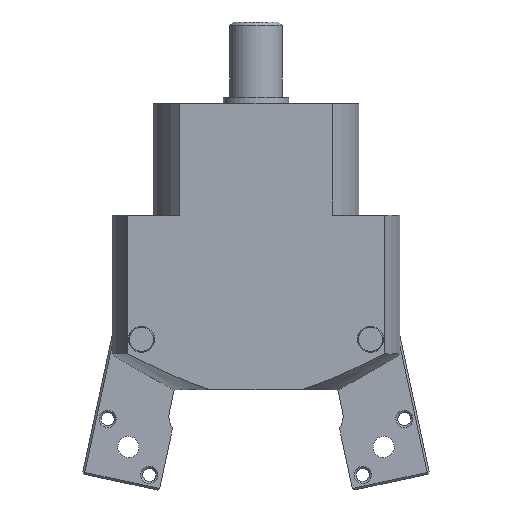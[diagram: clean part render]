
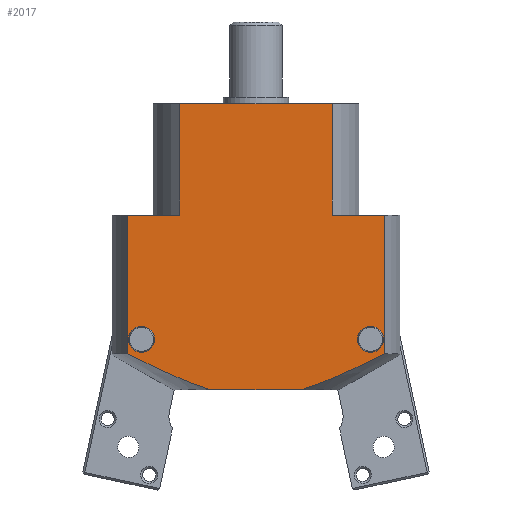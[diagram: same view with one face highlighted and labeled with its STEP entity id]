
A CAD part, front view. The second image highlights one B-rep face of the part: STEP entity #2017.
In plain terms, the highlighted planar face has unit normal (0, -1, 0).
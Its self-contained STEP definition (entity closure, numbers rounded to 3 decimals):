
#98=FACE_BOUND('',#409,.T.);
#99=FACE_BOUND('',#410,.T.);
#135=(
BOUNDED_CURVE()
B_SPLINE_CURVE(2,(#3484,#3485,#3486),.UNSPECIFIED.,.F.,.F.)
B_SPLINE_CURVE_WITH_KNOTS((3,3),(0.378,1.905),
 .UNSPECIFIED.)
CURVE()
GEOMETRIC_REPRESENTATION_ITEM()
RATIONAL_B_SPLINE_CURVE((1.036,1.09,1.))
REPRESENTATION_ITEM('')
);
#138=(
BOUNDED_CURVE()
B_SPLINE_CURVE(2,(#3504,#3505,#3506),.UNSPECIFIED.,.F.,.F.)
B_SPLINE_CURVE_WITH_KNOTS((3,3),(0.,1.528),.UNSPECIFIED.)
CURVE()
GEOMETRIC_REPRESENTATION_ITEM()
RATIONAL_B_SPLINE_CURVE((1.,1.09,1.036))
REPRESENTATION_ITEM('')
);
#169=PLANE('',#2265);
#263=FACE_OUTER_BOUND('',#408,.T.);
#408=EDGE_LOOP('',(#1671,#1672,#1673,#1674,#1675,#1676,#1677,#1678,#1679,
#1680));
#409=EDGE_LOOP('',(#1681));
#410=EDGE_LOOP('',(#1682));
#546=LINE('',#3352,#690);
#548=LINE('',#3363,#692);
#552=LINE('',#3376,#696);
#570=LINE('',#3473,#714);
#572=LINE('',#3511,#716);
#576=LINE('',#3521,#720);
#577=LINE('',#3523,#721);
#578=LINE('',#3524,#722);
#690=VECTOR('',#2562,10.);
#692=VECTOR('',#2576,10.);
#696=VECTOR('',#2588,10.);
#714=VECTOR('',#2686,10.);
#716=VECTOR('',#2712,10.);
#720=VECTOR('',#2724,10.);
#721=VECTOR('',#2727,10.);
#722=VECTOR('',#2728,10.);
#814=CIRCLE('',#2211,2.);
#817=CIRCLE('',#2216,2.);
#972=VERTEX_POINT('',#3349);
#973=VERTEX_POINT('',#3351);
#976=VERTEX_POINT('',#3362);
#981=VERTEX_POINT('',#3375);
#982=VERTEX_POINT('',#3379);
#985=VERTEX_POINT('',#3387);
#1008=VERTEX_POINT('',#3471);
#1010=VERTEX_POINT('',#3481);
#1011=VERTEX_POINT('',#3483);
#1015=VERTEX_POINT('',#3501);
#1016=VERTEX_POINT('',#3503);
#1017=VERTEX_POINT('',#3509);
#1190=EDGE_CURVE('',#972,#973,#546,.T.);
#1195=EDGE_CURVE('',#973,#976,#548,.T.);
#1202=EDGE_CURVE('',#981,#976,#552,.T.);
#1204=EDGE_CURVE('',#982,#982,#814,.T.);
#1207=EDGE_CURVE('',#985,#985,#817,.T.);
#1242=EDGE_CURVE('',#1008,#972,#570,.T.);
#1246=EDGE_CURVE('',#1011,#1010,#135,.T.);
#1253=EDGE_CURVE('',#1016,#1015,#138,.T.);
#1256=EDGE_CURVE('',#1015,#1017,#572,.T.);
#1261=EDGE_CURVE('',#1011,#1008,#576,.T.);
#1262=EDGE_CURVE('',#981,#1017,#577,.T.);
#1263=EDGE_CURVE('',#1010,#1016,#578,.T.);
#1671=ORIENTED_EDGE('',*,*,#1253,.T.);
#1672=ORIENTED_EDGE('',*,*,#1256,.T.);
#1673=ORIENTED_EDGE('',*,*,#1262,.F.);
#1674=ORIENTED_EDGE('',*,*,#1202,.T.);
#1675=ORIENTED_EDGE('',*,*,#1195,.F.);
#1676=ORIENTED_EDGE('',*,*,#1190,.F.);
#1677=ORIENTED_EDGE('',*,*,#1242,.F.);
#1678=ORIENTED_EDGE('',*,*,#1261,.F.);
#1679=ORIENTED_EDGE('',*,*,#1246,.T.);
#1680=ORIENTED_EDGE('',*,*,#1263,.T.);
#1681=ORIENTED_EDGE('',*,*,#1204,.T.);
#1682=ORIENTED_EDGE('',*,*,#1207,.T.);
#2017=ADVANCED_FACE('',(#263,#98,#99),#169,.T.);
#2211=AXIS2_PLACEMENT_3D('',#3380,#2593,#2594);
#2216=AXIS2_PLACEMENT_3D('',#3388,#2603,#2604);
#2265=AXIS2_PLACEMENT_3D('',#3522,#2725,#2726);
#2562=DIRECTION('',(0.,0.,1.));
#2576=DIRECTION('',(1.,0.,0.));
#2588=DIRECTION('',(0.,0.,1.));
#2593=DIRECTION('center_axis',(0.,1.,0.));
#2594=DIRECTION('ref_axis',(1.,0.,0.));
#2603=DIRECTION('center_axis',(0.,1.,0.));
#2604=DIRECTION('ref_axis',(1.,0.,0.));
#2686=DIRECTION('',(1.,0.,0.));
#2712=DIRECTION('',(0.,0.,1.));
#2724=DIRECTION('',(0.,0.,1.));
#2725=DIRECTION('center_axis',(0.,-1.,0.));
#2726=DIRECTION('ref_axis',(1.,0.,0.));
#2727=DIRECTION('',(1.,0.,0.));
#2728=DIRECTION('',(1.,0.,0.));
#3349=CARTESIAN_POINT('',(-11.619,-11.,26.7));
#3351=CARTESIAN_POINT('',(-11.619,-11.,43.7));
#3352=CARTESIAN_POINT('',(-11.619,-11.,26.7));
#3362=CARTESIAN_POINT('',(11.619,-11.,43.7));
#3363=CARTESIAN_POINT('',(-19.628,-11.,43.7));
#3375=CARTESIAN_POINT('',(11.619,-11.,26.7));
#3376=CARTESIAN_POINT('',(11.619,-11.,26.7));
#3379=CARTESIAN_POINT('',(19.5,-11.,7.7));
#3380=CARTESIAN_POINT('Origin',(17.5,-11.,7.7));
#3387=CARTESIAN_POINT('',(-15.5,-11.,7.7));
#3388=CARTESIAN_POINT('Origin',(-17.5,-11.,7.7));
#3471=CARTESIAN_POINT('',(-19.628,-11.,26.7));
#3473=CARTESIAN_POINT('',(-19.628,-11.,26.7));
#3481=CARTESIAN_POINT('',(-6.928,-11.,0.));
#3483=CARTESIAN_POINT('',(-19.628,-11.,5.485));
#3484=CARTESIAN_POINT('Ctrl Pts',(-19.628,-11.,5.485));
#3485=CARTESIAN_POINT('Ctrl Pts',(-11.579,-11.,1.431));
#3486=CARTESIAN_POINT('Ctrl Pts',(-6.928,-11.,0.));
#3501=CARTESIAN_POINT('',(19.628,-11.,5.485));
#3503=CARTESIAN_POINT('',(6.928,-11.,0.));
#3504=CARTESIAN_POINT('Ctrl Pts',(6.928,-11.,0.));
#3505=CARTESIAN_POINT('Ctrl Pts',(11.579,-11.,1.431));
#3506=CARTESIAN_POINT('Ctrl Pts',(19.628,-11.,5.485));
#3509=CARTESIAN_POINT('',(19.628,-11.,26.7));
#3511=CARTESIAN_POINT('',(19.628,-11.,0.));
#3521=CARTESIAN_POINT('',(-19.628,-11.,0.));
#3522=CARTESIAN_POINT('Origin',(-19.628,-11.,0.));
#3523=CARTESIAN_POINT('',(-19.628,-11.,26.7));
#3524=CARTESIAN_POINT('',(-19.628,-11.,0.));
